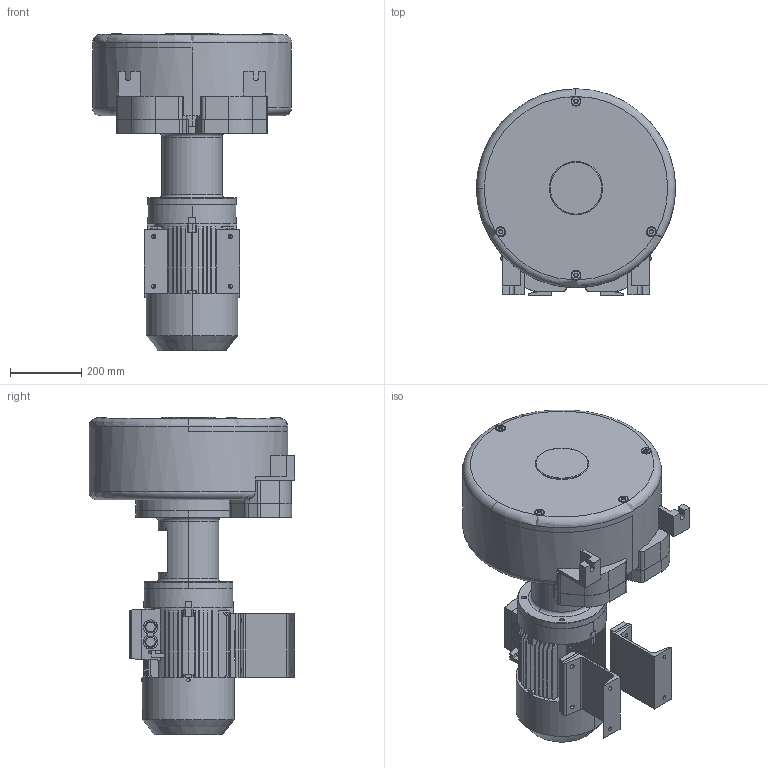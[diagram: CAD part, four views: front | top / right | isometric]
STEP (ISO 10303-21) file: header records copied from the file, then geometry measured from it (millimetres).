
FILE_DESCRIPTION((''),'2;1');
FILE_NAME('MD-001358_ASM','2013-10-02T',('rnennstiel'),('vacuvane vacuum technology gmbh'),'PRO/ENGINEER BY PARAMETRIC TECHNOLOGY CORPORATION, 2010140','PRO/ENGINEER BY PARAMETRIC TECHNOLOGY CORPORATION, 2010140','');
FILE_SCHEMA(('AUTOMOTIVE_DESIGN_CC2 { 1 2 10303 214 -1 1 5 2 }'));
Length unit declared in the file: millimetre
Products named in the file (8): MD-001214; MD-000995; MD-001354; MD-001135; MD-001355; MD-001357; MD-001356_ASM; MD-001358_ASM
Assembly tree (10 placements, depth 3):
  MD-001358_ASM
    MD-001214
    MD-000995
    MD-001354
    MD-001135  x2
    MD-001356_ASM
      MD-001355  x2
      MD-001357  x2
Bounding box: 560 x 580 x 894.05 mm (x, y, z)
Volume: 83128975.7 mm3; surface area: 2603946.8 mm2
Topology: 11 solids, 21 shells, 919 faces, 2510 edges, 1652 vertices
Faces by surface type: plane 452, cylinder 334, cone 116, torus 17
Entity records: 42905 total; most frequent: CARTESIAN_POINT 10744, DIRECTION 4701, ORIENTED_EDGE 4656, PRESENTATION_STYLE_ASSIGNMENT 2364, EDGE_CURVE 2346, STYLED_ITEM 1790, CURVE_STYLE 1784, AXIS2_PLACEMENT_3D 1714
